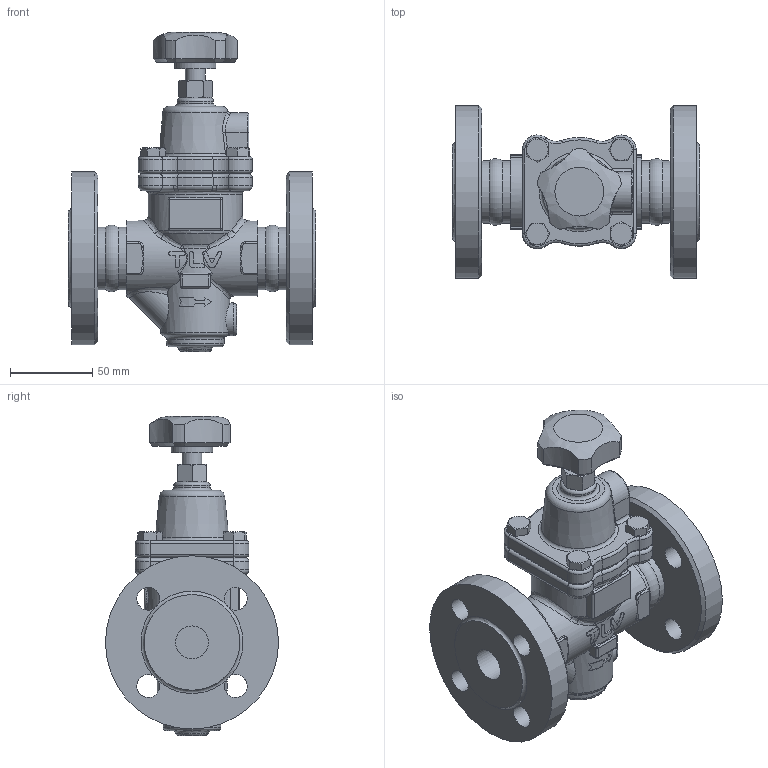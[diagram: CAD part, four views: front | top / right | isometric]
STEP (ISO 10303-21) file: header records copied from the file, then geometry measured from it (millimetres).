
FILE_DESCRIPTION((''),'2;1');
FILE_NAME('pndrx-020-e0025-00.stp','2014-01-16T11:06:14',('nakaot'),(''),'Autodesk Inventor 2012','Autodesk Inventor 2012','');
FILE_SCHEMA(('AUTOMOTIVE_DESIGN { 1 0 10303 214 1 1 1 1 }'));
Length unit declared in the file: millimetre
Products named in the file (1): pndrx-020-e0025-00
Bounding box: 150 x 105 x 193.5 mm (x, y, z)
Volume: 711324.9 mm3; surface area: 102283 mm2
Topology: 1 solids, 1 shells, 464 faces, 1123 edges, 672 vertices
Faces by surface type: cylinder 143, plane 134, torus 71, cone 55, bspline 51, sphere 10
Full cylindrical faces by diameter (mm): 8 x8, 9 x4, 12 x1, 14 x8, 14.25 x1, 20 x3, 22 x1, 25 x1, 35 x1, 38 x4, 42 x1, 46 x1, 57 x1, 58 x1, 105 x2
Entity records: 15789 total; most frequent: CARTESIAN_POINT 5824, DIRECTION 2071, ORIENTED_EDGE 2040, EDGE_CURVE 1020, AXIS2_PLACEMENT_3D 901, VERTEX_POINT 637, EDGE_LOOP 563, CIRCLE 479
